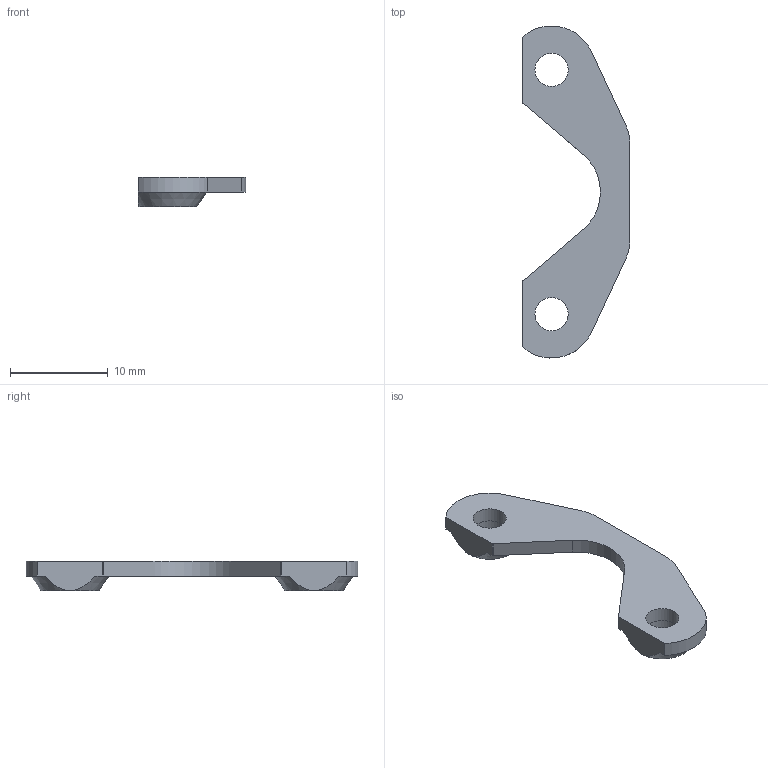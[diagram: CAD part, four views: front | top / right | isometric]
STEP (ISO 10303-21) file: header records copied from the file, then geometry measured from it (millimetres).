
FILE_DESCRIPTION(('FreeCAD Model'),'2;1');
FILE_NAME('Open CASCADE Shape Model','2025-03-06T19:38:46',(''),(''), 'Open CASCADE STEP processor 7.7','AstoCAD','Unknown');
FILE_SCHEMA(('AUTOMOTIVE_DESIGN { 1 0 10303 214 1 1 1 1 }'));
Length unit declared in the file: millimetre
Products named in the file (1): Pocket053032758
Bounding box: 11 x 33.99 x 3 mm (x, y, z)
Volume: 390.9 mm3; surface area: 640.7 mm2
Topology: 1 solids, 1 shells, 24 faces, 62 edges, 40 vertices
Faces by surface type: plane 11, cylinder 11, cone 2
Full cylindrical faces by diameter (mm): 3.4 x4
Entity records: 772 total; most frequent: DIRECTION 138, CARTESIAN_POINT 129, ORIENTED_EDGE 124, EDGE_CURVE 62, AXIS2_PLACEMENT_3D 53, VERTEX_POINT 40, LINE 32, VECTOR 32
